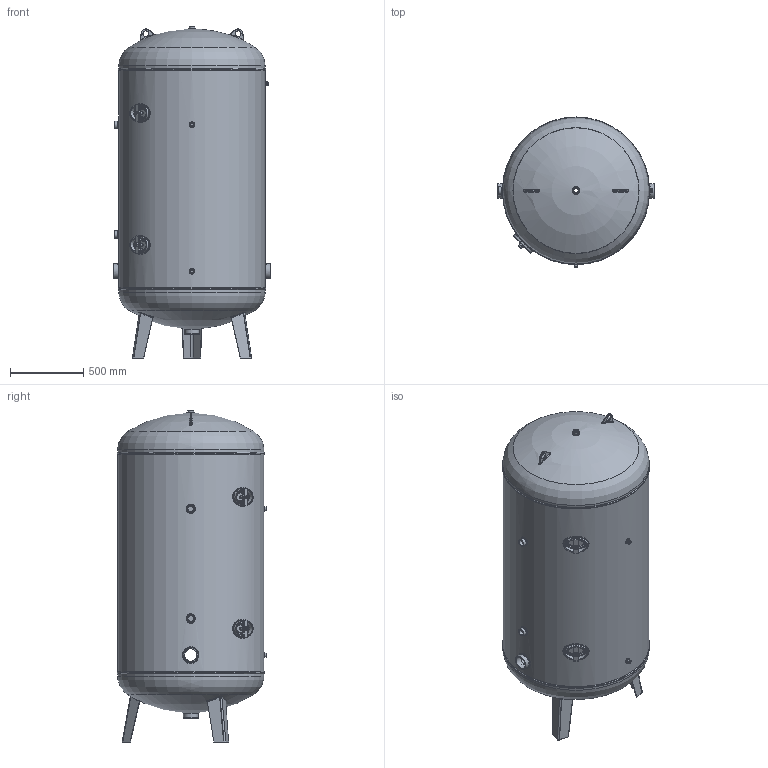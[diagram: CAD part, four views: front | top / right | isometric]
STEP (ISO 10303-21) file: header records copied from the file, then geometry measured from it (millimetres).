
FILE_DESCRIPTION(('HOOPS Exchange Step'),'2;1');
FILE_NAME('BE04_1500L.stp','2025-07-14T08:56:44+02:00',('nieru'),('Unknown organisation'),'HOOPS Exchange 2024.2','HOOPS Exchange','Unknown authorisation');
FILE_SCHEMA( ('AP203_CONFIGURATION_CONTROLLED_3D_DESIGN_OF_MECHANICAL_PARTS_AND_ASSEMBLIES_MIM_LF') );
Length unit declared in the file: millimetre
Products named in the file (2): 0; root
Assembly tree (1 placements, depth 2):
  root
    0
Bounding box: 1070 x 1023.76 x 2268.76 mm (x, y, z)
Volume: 54955347.3 mm3; surface area: 14466333.4 mm2
Topology: 5 solids, 9 shells, 445 faces, 1148 edges, 728 vertices
Faces by surface type: bspline 141, plane 140, cylinder 62, cone 58, torus 40, sphere 4
Full cylindrical faces by diameter (mm): 16 x4, 18.631 x3, 26.631 x3, 30.291 x1, 38.952 x2, 40 x2, 40.291 x1, 50.952 x2, 84.9 x3, 100.9 x3, 984 x1, 1000 x3, 1007.513 x2
Entity records: 143476 total; most frequent: CARTESIAN_POINT 133612, ORIENTED_EDGE 2300, DIRECTION 1631, EDGE_CURVE 1150, VERTEX_POINT 728, AXIS2_PLACEMENT_3D 640, EDGE_LOOP 486, FACE_BOUND 486
